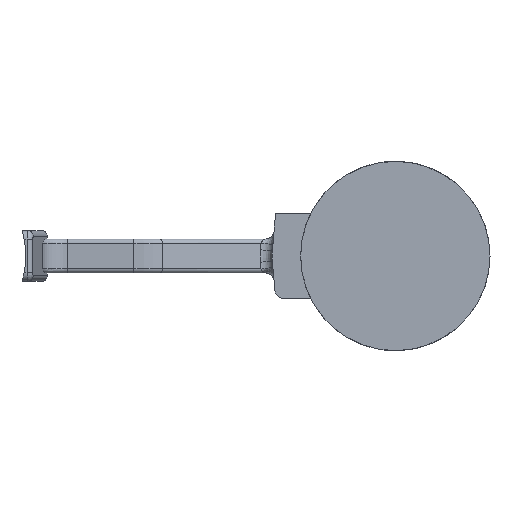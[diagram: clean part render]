
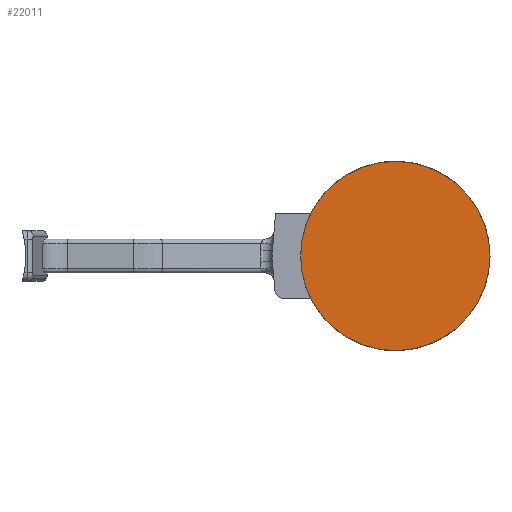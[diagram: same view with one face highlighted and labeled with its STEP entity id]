
A CAD part, left-side view. The second image highlights one B-rep face of the part: STEP entity #22011.
In plain terms, the highlighted planar face has unit normal (-1, 0, 0).
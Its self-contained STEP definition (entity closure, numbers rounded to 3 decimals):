
#21986=CARTESIAN_POINT('POINT130',(-34.29,20.574,0.));
#21987=VERTEX_POINT('VERTEX130',#21986);
#21988=CARTESIAN_POINT('POINT131',(-34.29,-36.322,0.));
#21989=VERTEX_POINT('VERTEX131',#21988);
#21990=CARTESIAN_POINT('POS225',(-34.29,-7.874,0.));
#21991=DIRECTION('DIR360',(-1.,0.,0.));
#21992=DIRECTION('DIR361',(0.,-1.,0.));
#21993=AXIS2_PLACEMENT_3D('AXIS136',#21990,#21991,#21992);
#21994=CIRCLE('ELLIPSE65',#21993,28.448);
#21995=EDGE_CURVE('EDGE214',#21987,#21989,#21994,.F.);
#21996=ORIENTED_EDGE('COEDGE401',*,*,#21995,.F.);
#21997=CARTESIAN_POINT('POS226',(-34.29,-7.874,0.));
#21998=DIRECTION('DIR362',(1.,0.,0.));
#21999=DIRECTION('DIR363',(0.,-1.,0.));
#22000=AXIS2_PLACEMENT_3D('AXIS137',#21997,#21998,#21999);
#22001=CIRCLE('ELLIPSE66',#22000,28.448);
#22002=EDGE_CURVE('EDGE215',#21987,#21989,#22001,.F.);
#22003=ORIENTED_EDGE('COEDGE402',*,*,#22002,.T.);
#22004=EDGE_LOOP('NONE',(#21996,#22003));
#22005=FACE_BOUND('LOOP1',#22004,.T.);
#22006=CARTESIAN_POINT('POS227',(-34.29,-7.874,0.));
#22007=DIRECTION('DIR364',(1.,0.,0.));
#22008=DIRECTION('DIR365',(0.,1.,0.));
#22009=AXIS2_PLACEMENT_3D('AXIS138',#22006,#22007,#22008);
#22010=PLANE('PLANE18',#22009);
#22011=ADVANCED_FACE('FACE87',(#22005),#22010,.F.);
